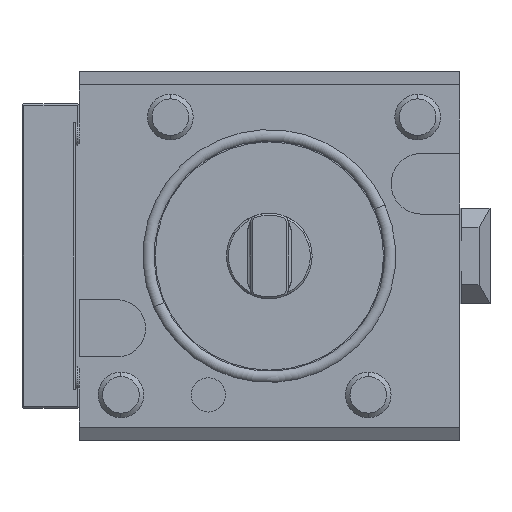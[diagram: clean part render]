
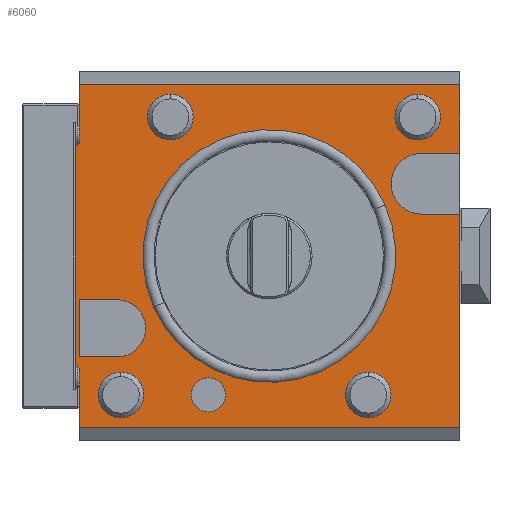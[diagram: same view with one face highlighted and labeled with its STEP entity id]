
A CAD part, front view. The second image highlights one B-rep face of the part: STEP entity #6060.
In plain terms, the highlighted planar face has unit normal (0, -1, 0).
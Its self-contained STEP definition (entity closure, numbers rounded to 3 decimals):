
#1=DIRECTION('',(-1.,0.,0.));
#2=VECTOR('',#1,1.);
#3=CARTESIAN_POINT('',(-50.5,0.,-40.));
#4=LINE('',#3,#2);
#5=DIRECTION('',(1.,0.,0.));
#6=VECTOR('',#5,1.);
#7=CARTESIAN_POINT('',(-51.5,0.,40.));
#8=LINE('',#7,#6);
#9=DIRECTION('',(-1.,0.,0.));
#10=VECTOR('',#9,100.);
#11=CARTESIAN_POINT('',(50.,0.,45.017));
#12=LINE('',#11,#10);
#13=DIRECTION('',(-1.,0.,0.));
#14=VECTOR('',#13,10.);
#15=CARTESIAN_POINT('',(50.,0.,27.));
#16=LINE('',#15,#14);
#17=CARTESIAN_POINT('',(40.,0.,19.));
#18=DIRECTION('',(0.,-1.,0.));
#19=DIRECTION('',(0.,0.,1.));
#20=AXIS2_PLACEMENT_3D('',#17,#18,#19);
#22=DIRECTION('',(1.,0.,0.));
#23=VECTOR('',#22,10.);
#24=CARTESIAN_POINT('',(40.,0.,11.));
#25=LINE('',#24,#23);
#26=DIRECTION('',(-1.,0.,0.));
#27=VECTOR('',#26,10.);
#28=CARTESIAN_POINT('',(-40.,0.,-11.5));
#29=LINE('',#28,#27);
#30=DIRECTION('',(1.,0.,0.));
#31=VECTOR('',#30,10.);
#32=CARTESIAN_POINT('',(-50.,0.,-26.5));
#33=LINE('',#32,#31);
#34=CARTESIAN_POINT('',(-40.,0.,-19.));
#35=DIRECTION('',(0.,-1.,0.));
#36=DIRECTION('',(0.,0.,-1.));
#37=AXIS2_PLACEMENT_3D('',#34,#35,#36);
#39=CARTESIAN_POINT('',(-16.,0.,-36.5));
#40=DIRECTION('',(0.,-1.,0.));
#41=DIRECTION('',(-1.,0.,0.));
#42=AXIS2_PLACEMENT_3D('',#39,#40,#41);
#44=CARTESIAN_POINT('',(-16.,0.,-36.5));
#45=DIRECTION('',(0.,-1.,0.));
#46=DIRECTION('',(1.,0.,0.));
#47=AXIS2_PLACEMENT_3D('',#44,#45,#46);
#53=DIRECTION('',(0.,0.,-1.));
#54=VECTOR('',#53,5.517);
#55=CARTESIAN_POINT('',(-50.,0.,-39.5));
#56=LINE('',#55,#54);
#77=DIRECTION('',(0.,0.,-1.));
#78=VECTOR('',#77,5.517);
#79=CARTESIAN_POINT('',(-50.,0.,45.017));
#80=LINE('',#79,#78);
#101=DIRECTION('',(0.707,0.,0.707));
#102=VECTOR('',#101,0.707);
#103=CARTESIAN_POINT('',(-50.5,0.,-40.));
#104=LINE('',#103,#102);
#117=DIRECTION('',(-0.707,0.,0.707));
#118=VECTOR('',#117,0.707);
#119=CARTESIAN_POINT('',(-50.,0.,39.5));
#120=LINE('',#119,#118);
#149=DIRECTION('',(0.707,0.,-0.707));
#150=VECTOR('',#149,0.707);
#151=CARTESIAN_POINT('',(-51.5,0.,40.));
#152=LINE('',#151,#150);
#169=DIRECTION('',(0.,0.,1.));
#170=VECTOR('',#169,79.);
#171=CARTESIAN_POINT('',(-51.,0.,-39.5));
#172=LINE('',#171,#170);
#273=DIRECTION('',(-0.707,0.,-0.707));
#274=VECTOR('',#273,0.707);
#275=CARTESIAN_POINT('',(-51.,0.,-39.5));
#276=LINE('',#275,#274);
#1069=DIRECTION('',(-1.,0.,0.));
#1070=VECTOR('',#1069,100.);
#1071=CARTESIAN_POINT('',(50.,0.,-45.017));
#1072=LINE('',#1071,#1070);
#1085=DIRECTION('',(0.,0.,-1.));
#1086=VECTOR('',#1085,18.017);
#1087=CARTESIAN_POINT('',(50.,0.,45.017));
#1088=LINE('',#1087,#1086);
#1109=DIRECTION('',(0.,0.,-1.));
#1110=VECTOR('',#1109,56.017);
#1111=CARTESIAN_POINT('',(50.,0.,11.));
#1112=LINE('',#1111,#1110);
#4556=DIRECTION('',(0.,0.,-1.));
#4557=VECTOR('',#4556,15.);
#4558=CARTESIAN_POINT('',(-50.,0.,-11.5));
#4559=LINE('',#4558,#4557);
#4568=CARTESIAN_POINT('',(39.,0.,36.5));
#4569=DIRECTION('',(0.,1.,0.));
#4570=DIRECTION('',(0.,0.,-1.));
#4571=AXIS2_PLACEMENT_3D('',#4568,#4569,#4570);
#4573=CARTESIAN_POINT('',(39.,0.,36.5));
#4574=DIRECTION('',(0.,1.,0.));
#4575=DIRECTION('',(0.,0.,1.));
#4576=AXIS2_PLACEMENT_3D('',#4573,#4574,#4575);
#4614=CARTESIAN_POINT('',(26.,0.,-36.5));
#4615=DIRECTION('',(0.,1.,0.));
#4616=DIRECTION('',(0.,0.,-1.));
#4617=AXIS2_PLACEMENT_3D('',#4614,#4615,#4616);
#4619=CARTESIAN_POINT('',(26.,0.,-36.5));
#4620=DIRECTION('',(0.,1.,0.));
#4621=DIRECTION('',(0.,0.,1.));
#4622=AXIS2_PLACEMENT_3D('',#4619,#4620,#4621);
#4660=CARTESIAN_POINT('',(-26.,0.,36.5));
#4661=DIRECTION('',(0.,1.,0.));
#4662=DIRECTION('',(0.,0.,-1.));
#4663=AXIS2_PLACEMENT_3D('',#4660,#4661,#4662);
#4665=CARTESIAN_POINT('',(-26.,0.,36.5));
#4666=DIRECTION('',(0.,1.,0.));
#4667=DIRECTION('',(0.,0.,1.));
#4668=AXIS2_PLACEMENT_3D('',#4665,#4666,#4667);
#4706=CARTESIAN_POINT('',(-39.,0.,-36.5));
#4707=DIRECTION('',(0.,1.,0.));
#4708=DIRECTION('',(0.,0.,-1.));
#4709=AXIS2_PLACEMENT_3D('',#4706,#4707,#4708);
#4711=CARTESIAN_POINT('',(-39.,0.,-36.5));
#4712=DIRECTION('',(0.,1.,0.));
#4713=DIRECTION('',(0.,0.,1.));
#4714=AXIS2_PLACEMENT_3D('',#4711,#4712,#4713);
#4757=CARTESIAN_POINT('',(0.,0.,0.));
#4758=DIRECTION('',(0.,1.,0.));
#4759=DIRECTION('',(-0.914,0.,-0.405));
#4760=AXIS2_PLACEMENT_3D('',#4757,#4758,#4759);
#4777=CARTESIAN_POINT('',(0.,0.,0.));
#4778=DIRECTION('',(0.,1.,0.));
#4779=DIRECTION('',(0.914,0.,0.405));
#4780=AXIS2_PLACEMENT_3D('',#4777,#4778,#4779);
#5138=CARTESIAN_POINT('',(-20.5,0.,-36.5));
#5139=CARTESIAN_POINT('',(-11.5,0.,-36.5));
#5140=VERTEX_POINT('',#5138);
#5141=VERTEX_POINT('',#5139);
#5350=CARTESIAN_POINT('',(-50.5,0.,-40.));
#5351=VERTEX_POINT('',#5350);
#5352=CARTESIAN_POINT('',(-50.5,0.,40.));
#5353=VERTEX_POINT('',#5352);
#5367=CARTESIAN_POINT('',(-51.,0.,39.5));
#5369=VERTEX_POINT('',#5367);
#5371=CARTESIAN_POINT('',(-51.5,0.,40.));
#5373=VERTEX_POINT('',#5371);
#5374=CARTESIAN_POINT('',(-51.,0.,-39.5));
#5376=VERTEX_POINT('',#5374);
#5378=CARTESIAN_POINT('',(-51.5,0.,-40.));
#5380=VERTEX_POINT('',#5378);
#5827=CARTESIAN_POINT('',(50.,0.,45.017));
#5828=VERTEX_POINT('',#5827);
#5829=CARTESIAN_POINT('',(50.,0.,-45.017));
#5831=VERTEX_POINT('',#5829);
#5839=CARTESIAN_POINT('',(-50.,0.,45.017));
#5840=VERTEX_POINT('',#5839);
#5841=CARTESIAN_POINT('',(-50.,0.,-45.017));
#5843=VERTEX_POINT('',#5841);
#5847=CARTESIAN_POINT('',(-40.,0.,-26.5));
#5848=CARTESIAN_POINT('',(-40.,0.,-11.5));
#5849=VERTEX_POINT('',#5847);
#5850=VERTEX_POINT('',#5848);
#5851=CARTESIAN_POINT('',(50.,0.,27.));
#5852=CARTESIAN_POINT('',(40.,0.,27.));
#5853=VERTEX_POINT('',#5851);
#5854=VERTEX_POINT('',#5852);
#5855=CARTESIAN_POINT('',(40.,0.,11.));
#5856=VERTEX_POINT('',#5855);
#5857=CARTESIAN_POINT('',(50.,0.,11.));
#5858=VERTEX_POINT('',#5857);
#5910=CARTESIAN_POINT('',(-50.,0.,-26.5));
#5912=VERTEX_POINT('',#5910);
#5914=CARTESIAN_POINT('',(-50.,0.,-11.5));
#5916=VERTEX_POINT('',#5914);
#5933=CARTESIAN_POINT('',(-30.379,0.,-13.442));
#5934=CARTESIAN_POINT('',(30.379,0.,
13.442));
#5935=VERTEX_POINT('',#5933);
#5936=VERTEX_POINT('',#5934);
#5941=CARTESIAN_POINT('',(-39.,0.,-42.5));
#5942=CARTESIAN_POINT('',(-39.,0.,-30.5));
#5943=VERTEX_POINT('',#5941);
#5944=VERTEX_POINT('',#5942);
#5945=CARTESIAN_POINT('',(26.,0.,-42.5));
#5946=CARTESIAN_POINT('',(26.,0.,-30.5));
#5947=VERTEX_POINT('',#5945);
#5948=VERTEX_POINT('',#5946);
#5949=CARTESIAN_POINT('',(39.,0.,30.5));
#5950=CARTESIAN_POINT('',(39.,0.,42.5));
#5951=VERTEX_POINT('',#5949);
#5952=VERTEX_POINT('',#5950);
#5953=CARTESIAN_POINT('',(-26.,0.,30.5));
#5954=CARTESIAN_POINT('',(-26.,0.,42.5));
#5955=VERTEX_POINT('',#5953);
#5956=VERTEX_POINT('',#5954);
#5969=CARTESIAN_POINT('',(-50.,0.,39.5));
#5970=VERTEX_POINT('',#5969);
#5971=CARTESIAN_POINT('',(-50.,0.,-39.5));
#5972=VERTEX_POINT('',#5971);
#5975=CARTESIAN_POINT('',(0.,0.,0.));
#5976=DIRECTION('',(0.,-1.,0.));
#5977=DIRECTION('',(-1.,0.,0.));
#5978=AXIS2_PLACEMENT_3D('',#5975,#5976,#5977);
#5979=PLANE('',#5978);
#5981=ORIENTED_EDGE('',*,*,#5980,.F.);
#5983=ORIENTED_EDGE('',*,*,#5982,.F.);
#5985=ORIENTED_EDGE('',*,*,#5984,.T.);
#5987=ORIENTED_EDGE('',*,*,#5986,.F.);
#5989=ORIENTED_EDGE('',*,*,#5988,.T.);
#5991=ORIENTED_EDGE('',*,*,#5990,.F.);
#5993=ORIENTED_EDGE('',*,*,#5992,.T.);
#5995=ORIENTED_EDGE('',*,*,#5994,.F.);
#5997=ORIENTED_EDGE('',*,*,#5996,.F.);
#5999=ORIENTED_EDGE('',*,*,#5998,.F.);
#6001=ORIENTED_EDGE('',*,*,#6000,.T.);
#6003=ORIENTED_EDGE('',*,*,#6002,.T.);
#6005=ORIENTED_EDGE('',*,*,#6004,.T.);
#6007=ORIENTED_EDGE('',*,*,#6006,.T.);
#6009=ORIENTED_EDGE('',*,*,#6008,.T.);
#6011=ORIENTED_EDGE('',*,*,#6010,.T.);
#6012=EDGE_LOOP('',(#5981,#5983,#5985,#5987,#5989,#5991,#5993,#5995,#5997,#5999,
#6001,#6003,#6005,#6007,#6009,#6011));
#6013=FACE_OUTER_BOUND('',#6012,.F.);
#6015=ORIENTED_EDGE('',*,*,#6014,.T.);
#6017=ORIENTED_EDGE('',*,*,#6016,.T.);
#6019=ORIENTED_EDGE('',*,*,#6018,.T.);
#6021=ORIENTED_EDGE('',*,*,#6020,.T.);
#6022=EDGE_LOOP('',(#6015,#6017,#6019,#6021));
#6023=FACE_BOUND('',#6022,.F.);
#6025=ORIENTED_EDGE('',*,*,#6024,.F.);
#6027=ORIENTED_EDGE('',*,*,#6026,.F.);
#6028=EDGE_LOOP('',(#6025,#6027));
#6029=FACE_BOUND('',#6028,.F.);
#6031=ORIENTED_EDGE('',*,*,#6030,.F.);
#6033=ORIENTED_EDGE('',*,*,#6032,.F.);
#6034=EDGE_LOOP('',(#6031,#6033));
#6035=FACE_BOUND('',#6034,.F.);
#6037=ORIENTED_EDGE('',*,*,#6036,.F.);
#6039=ORIENTED_EDGE('',*,*,#6038,.F.);
#6040=EDGE_LOOP('',(#6037,#6039));
#6041=FACE_BOUND('',#6040,.F.);
#6043=ORIENTED_EDGE('',*,*,#6042,.F.);
#6045=ORIENTED_EDGE('',*,*,#6044,.F.);
#6046=EDGE_LOOP('',(#6043,#6045));
#6047=FACE_BOUND('',#6046,.F.);
#6049=ORIENTED_EDGE('',*,*,#6048,.F.);
#6051=ORIENTED_EDGE('',*,*,#6050,.F.);
#6052=EDGE_LOOP('',(#6049,#6051));
#6053=FACE_BOUND('',#6052,.F.);
#6055=ORIENTED_EDGE('',*,*,#6054,.T.);
#6057=ORIENTED_EDGE('',*,*,#6056,.T.);
#6058=EDGE_LOOP('',(#6055,#6057));
#6059=FACE_BOUND('',#6058,.F.);
#21=CIRCLE('',#20,8.);
#38=CIRCLE('',#37,7.5);
#43=CIRCLE('',#42,4.5);
#48=CIRCLE('',#47,4.5);
#4572=CIRCLE('',#4571,6.);
#4577=CIRCLE('',#4576,6.);
#4618=CIRCLE('',#4617,6.);
#4623=CIRCLE('',#4622,6.);
#4664=CIRCLE('',#4663,6.);
#4669=CIRCLE('',#4668,6.);
#4710=CIRCLE('',#4709,6.);
#4715=CIRCLE('',#4714,6.);
#4761=CIRCLE('',#4760,33.22);
#4781=CIRCLE('',#4780,33.22);
#5980=EDGE_CURVE('',#5972,#5843,#56,.T.);
#5982=EDGE_CURVE('',#5351,#5972,#104,.T.);
#5984=EDGE_CURVE('',#5351,#5380,#4,.T.);
#5986=EDGE_CURVE('',#5376,#5380,#276,.T.);
#5988=EDGE_CURVE('',#5376,#5369,#172,.T.);
#5990=EDGE_CURVE('',#5373,#5369,#152,.T.);
#5992=EDGE_CURVE('',#5373,#5353,#8,.T.);
#5994=EDGE_CURVE('',#5970,#5353,#120,.T.);
#5996=EDGE_CURVE('',#5840,#5970,#80,.T.);
#5998=EDGE_CURVE('',#5828,#5840,#12,.T.);
#6000=EDGE_CURVE('',#5828,#5853,#1088,.T.);
#6002=EDGE_CURVE('',#5853,#5854,#16,.T.);
#6004=EDGE_CURVE('',#5854,#5856,#21,.T.);
#6006=EDGE_CURVE('',#5856,#5858,#25,.T.);
#6008=EDGE_CURVE('',#5858,#5831,#1112,.T.);
#6010=EDGE_CURVE('',#5831,#5843,#1072,.T.);
#6014=EDGE_CURVE('',#5850,#5916,#29,.T.);
#6016=EDGE_CURVE('',#5916,#5912,#4559,.T.);
#6018=EDGE_CURVE('',#5912,#5849,#33,.T.);
#6020=EDGE_CURVE('',#5849,#5850,#38,.T.);
#6024=EDGE_CURVE('',#5951,#5952,#4572,.T.);
#6026=EDGE_CURVE('',#5952,#5951,#4577,.T.);
#6030=EDGE_CURVE('',#5947,#5948,#4618,.T.);
#6032=EDGE_CURVE('',#5948,#5947,#4623,.T.);
#6036=EDGE_CURVE('',#5955,#5956,#4664,.T.);
#6038=EDGE_CURVE('',#5956,#5955,#4669,.T.);
#6042=EDGE_CURVE('',#5943,#5944,#4710,.T.);
#6044=EDGE_CURVE('',#5944,#5943,#4715,.T.);
#6048=EDGE_CURVE('',#5935,#5936,#4761,.T.);
#6050=EDGE_CURVE('',#5936,#5935,#4781,.T.);
#6054=EDGE_CURVE('',#5140,#5141,#43,.T.);
#6056=EDGE_CURVE('',#5141,#5140,#48,.T.);
#6060=ADVANCED_FACE('',(#6013,#6023,#6029,#6035,#6041,#6047,#6053,#6059),#5979,
.T.);
